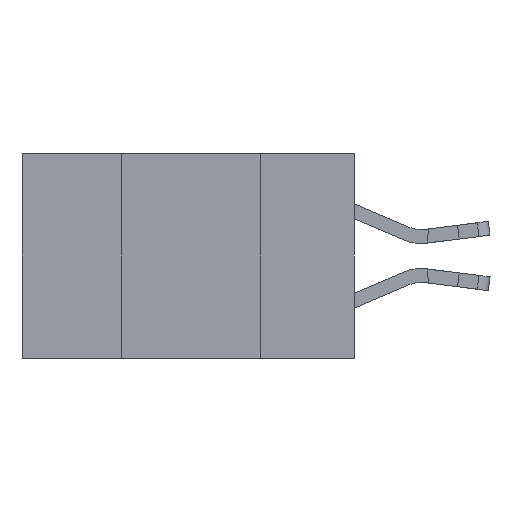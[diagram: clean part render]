
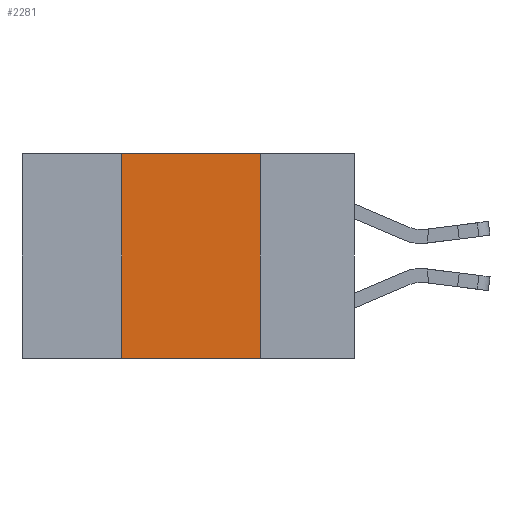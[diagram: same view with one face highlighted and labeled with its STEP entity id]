
A CAD part, left-side view. The second image highlights one B-rep face of the part: STEP entity #2281.
In plain terms, the highlighted planar face has unit normal (-1, 0, 0).
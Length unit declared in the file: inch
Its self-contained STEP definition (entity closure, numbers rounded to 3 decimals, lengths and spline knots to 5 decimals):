
#45 = LINE ( 'NONE', #11858, #7691 ) ;
#175 = EDGE_LOOP ( 'NONE', ( #3868, #4970, #7300, #5614 ) ) ;
#1175 = VERTEX_POINT ( 'NONE', #10685 ) ;
#2095 = AXIS2_PLACEMENT_3D ( 'NONE', #12464, #8383, #10456 ) ;
#2134 = FACE_OUTER_BOUND ( 'NONE', #175, .T. ) ;
#2281 = ADVANCED_FACE ( 'NONE', ( #2134 ), #9388, .F. ) ;
#2790 = CARTESIAN_POINT ( 'NONE',  ( 0., 0.42, 0. ) ) ;
#3747 = CARTESIAN_POINT ( 'NONE',  ( 0., 0.17, 0. ) ) ;
#3868 = ORIENTED_EDGE ( 'NONE', *, *, #9017, .F. ) ;
#4970 = ORIENTED_EDGE ( 'NONE', *, *, #10973, .F. ) ;
#5205 = CARTESIAN_POINT ( 'NONE',  ( 0., 0.42, -0.37 ) ) ;
#5614 = ORIENTED_EDGE ( 'NONE', *, *, #8549, .T. ) ;
#5818 = VECTOR ( 'NONE', #12080, 39.37008 ) ;
#5957 = CARTESIAN_POINT ( 'NONE',  ( 0., 0.17, 0. ) ) ;
#6842 = DIRECTION ( 'NONE',  ( 0., -1., 0. ) ) ;
#7300 = ORIENTED_EDGE ( 'NONE', *, *, #12620, .F. ) ;
#7691 = VECTOR ( 'NONE', #6842, 39.37008 ) ;
#7693 = CARTESIAN_POINT ( 'NONE',  ( 0., 0.6, 0. ) ) ;
#7985 = VERTEX_POINT ( 'NONE', #5205 ) ;
#8188 = VERTEX_POINT ( 'NONE', #3747 ) ;
#8383 = DIRECTION ( 'NONE',  ( 1., 0., 0. ) ) ;
#8549 = EDGE_CURVE ( 'NONE', #7985, #1175, #45, .T. ) ;
#9017 = EDGE_CURVE ( 'NONE', #8188, #1175, #11853, .T. ) ;
#9388 = PLANE ( 'NONE',  #2095 ) ;
#9786 = VECTOR ( 'NONE', #12982, 39.37008 ) ;
#9810 = VECTOR ( 'NONE', #10614, 39.37008 ) ;
#9894 = CARTESIAN_POINT ( 'NONE',  ( 0., 0.42, 0. ) ) ;
#10456 = DIRECTION ( 'NONE',  ( 0., 0., -1. ) ) ;
#10614 = DIRECTION ( 'NONE',  ( 0., -1., 0. ) ) ;
#10685 = CARTESIAN_POINT ( 'NONE',  ( 0., 0.17, -0.37 ) ) ;
#10973 = EDGE_CURVE ( 'NONE', #11814, #8188, #11432, .T. ) ;
#11432 = LINE ( 'NONE', #7693, #9810 ) ;
#11814 = VERTEX_POINT ( 'NONE', #2790 ) ;
#11853 = LINE ( 'NONE', #5957, #5818 ) ;
#11858 = CARTESIAN_POINT ( 'NONE',  ( 0., 0.6, -0.37 ) ) ;
#12080 = DIRECTION ( 'NONE',  ( 0., 0., -1. ) ) ;
#12464 = CARTESIAN_POINT ( 'NONE',  ( 0., 0.6, 0. ) ) ;
#12620 = EDGE_CURVE ( 'NONE', #7985, #11814, #12808, .T. ) ;
#12808 = LINE ( 'NONE', #9894, #9786 ) ;
#12982 = DIRECTION ( 'NONE',  ( 0., 0., 1. ) ) ;
